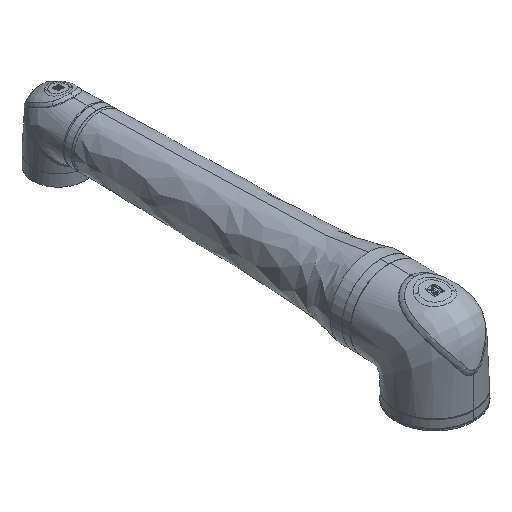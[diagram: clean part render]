
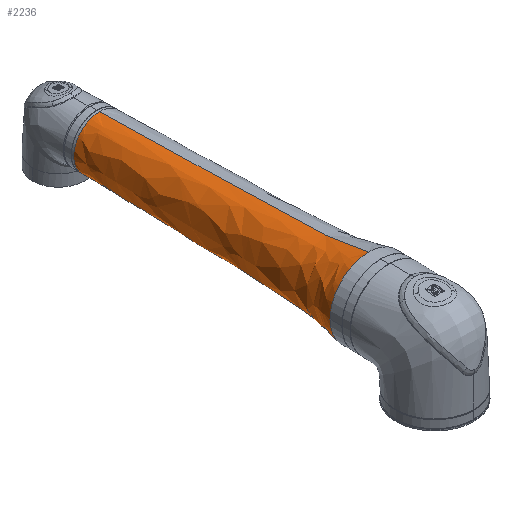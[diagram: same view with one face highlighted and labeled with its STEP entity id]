
A CAD part, isometric view. The second image highlights one B-rep face of the part: STEP entity #2236.
In plain terms, the highlighted free-form (B-spline) face has degree [6, 3] with [7, 4] control points.
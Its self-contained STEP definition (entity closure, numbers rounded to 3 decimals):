
#208 = CARTESIAN_POINT ( 'NONE',  ( 0., 649.1, 50. ) ) ;
#427 = DIRECTION ( 'NONE',  ( 0., 1., 0. ) ) ;
#511 = CARTESIAN_POINT ( 'NONE',  ( 0., 649.1, 50. ) ) ;
#718 = CARTESIAN_POINT ( 'NONE',  ( 0., 194., -59.7 ) ) ;
#1056 = CARTESIAN_POINT ( 'NONE',  ( 0., 128., 0. ) ) ;
#1206 = EDGE_CURVE ( 'NONE', #5012, #8039, #15514, .T. ) ;
#1247 = ORIENTED_EDGE ( 'NONE', *, *, #2980, .T. ) ;
#1554 = DIRECTION ( 'NONE',  ( 0., 1., 0. ) ) ;
#2069 = VERTEX_POINT ( 'NONE', #18355 ) ;
#2236 = ADVANCED_FACE ( 'NONE', ( #21826 ), #3462, .F. ) ;
#2292 = CARTESIAN_POINT ( 'NONE',  ( -100., 649.1, 50. ) ) ;
#2407 = CARTESIAN_POINT ( 'NONE',  ( -118.8, 378., -59.4 ) ) ;
#2553 = CARTESIAN_POINT ( 'NONE',  ( 0., 208., 55.4 ) ) ;
#2721 = VERTEX_POINT ( 'NONE', #8800 ) ;
#2738 = DIRECTION ( 'NONE',  ( 0., 1., 0. ) ) ;
#2756 = EDGE_CURVE ( 'NONE', #9366, #2721, #18763, .T. ) ;
#2980 = EDGE_CURVE ( 'NONE', #9366, #15809, #7459, .T. ) ;
#3462 =( BOUNDED_SURFACE ( )  B_SPLINE_SURFACE ( 6, 3, ( 
 ( #11086, #5322, #20132, #18438 ),
 ( #7481, #13012, #18787, #19143 ),
 ( #718, #5900, #5780, #6140 ),
 ( #20953, #9743, #8062, #17218 ),
 ( #13240, #2407, #20476, #3980 ),
 ( #11792, #15406, #15169, #19025 ),
 ( #13358, #7709, #2292, #16982 ) ),
 .UNSPECIFIED., .F., .F., .F. ) 
 B_SPLINE_SURFACE_WITH_KNOTS ( ( 7, 7 ),
 ( 4, 4 ),
 ( 0., 1. ),
 ( 0., 1. ),
 .UNSPECIFIED. ) 
 GEOMETRIC_REPRESENTATION_ITEM ( )  RATIONAL_B_SPLINE_SURFACE ( (
 ( 1., 0.333, 0.333, 1.),
 ( 1., 0.333, 0.333, 1.),
 ( 1., 0.333, 0.333, 1.),
 ( 1., 0.333, 0.333, 1.),
 ( 1., 0.333, 0.333, 1.),
 ( 1., 0.333, 0.333, 1.),
 ( 1., 0.333, 0.333, 1.) ) ) 
 REPRESENTATION_ITEM ( '' )  SURFACE ( )  );
#3980 = CARTESIAN_POINT ( 'NONE',  ( 0., 378., 59.4 ) ) ;
#4038 = CARTESIAN_POINT ( 'NONE',  ( 0., 649.1, 0. ) ) ;
#4197 = EDGE_CURVE ( 'NONE', #2069, #8039, #15756, .T. ) ;
#5012 = VERTEX_POINT ( 'NONE', #17999 ) ;
#5306 = CARTESIAN_POINT ( 'NONE',  ( 0., 179., -65.3 ) ) ;
#5322 = CARTESIAN_POINT ( 'NONE',  ( -150., 128., -75. ) ) ;
#5780 = CARTESIAN_POINT ( 'NONE',  ( -119.4, 194., 59.7 ) ) ;
#5900 = CARTESIAN_POINT ( 'NONE',  ( -119.4, 194., -59.7 ) ) ;
#6140 = CARTESIAN_POINT ( 'NONE',  ( 0., 194., 59.7 ) ) ;
#6282 = CARTESIAN_POINT ( 'NONE',  ( 0., 128., 75. ) ) ;
#7180 = CARTESIAN_POINT ( 'NONE',  ( 0., 128., 0. ) ) ;
#7248 = EDGE_CURVE ( 'NONE', #15809, #2069, #19003, .T. ) ;
#7295 = DIRECTION ( 'NONE',  ( -1., 0., 0. ) ) ;
#7357 = CARTESIAN_POINT ( 'NONE',  ( -75., 128., 0. ) ) ;
#7459 = CIRCLE ( 'NONE', #16678, 75. ) ;
#7481 = CARTESIAN_POINT ( 'NONE',  ( 0., 179., -65.3 ) ) ;
#7709 = CARTESIAN_POINT ( 'NONE',  ( -100., 649.1, -50. ) ) ;
#8039 = VERTEX_POINT ( 'NONE', #208 ) ;
#8062 = CARTESIAN_POINT ( 'NONE',  ( -110.8, 208., 55.4 ) ) ;
#8515 = DIRECTION ( 'NONE',  ( -1., 0., 0. ) ) ;
#8683 = CARTESIAN_POINT ( 'NONE',  ( 0., 649.1, -50. ) ) ;
#8800 = CARTESIAN_POINT ( 'NONE',  ( 0., 649.1, -50. ) ) ;
#9037 = AXIS2_PLACEMENT_3D ( 'NONE', #12390, #1554, #23713 ) ;
#9366 = VERTEX_POINT ( 'NONE', #16385 ) ;
#9415 = CARTESIAN_POINT ( 'NONE',  ( 0., 179., 65.3 ) ) ;
#9743 = CARTESIAN_POINT ( 'NONE',  ( -110.8, 208., -55.4 ) ) ;
#9889 = CARTESIAN_POINT ( 'NONE',  ( 0., 378., 59.4 ) ) ;
#10789 = DIRECTION ( 'NONE',  ( 0., 1., 0. ) ) ;
#11086 = CARTESIAN_POINT ( 'NONE',  ( 0., 128., -75. ) ) ;
#11375 = DIRECTION ( 'NONE',  ( -1., 0., 0. ) ) ;
#11792 = CARTESIAN_POINT ( 'NONE',  ( 0., 643.8, -50. ) ) ;
#12390 = CARTESIAN_POINT ( 'NONE',  ( 0., 649.1, 0. ) ) ;
#12765 = CARTESIAN_POINT ( 'NONE',  ( 0., 378., -59.4 ) ) ;
#13012 = CARTESIAN_POINT ( 'NONE',  ( -130.6, 179., -65.3 ) ) ;
#13240 = CARTESIAN_POINT ( 'NONE',  ( 0., 378., -59.4 ) ) ;
#13358 = CARTESIAN_POINT ( 'NONE',  ( 0., 649.1, -50. ) ) ;
#14248 = ORIENTED_EDGE ( 'NONE', *, *, #1206, .F. ) ;
#14572 = CARTESIAN_POINT ( 'NONE',  ( 0., 128., -75. ) ) ;
#14910 = ORIENTED_EDGE ( 'NONE', *, *, #2756, .F. ) ;
#15169 = CARTESIAN_POINT ( 'NONE',  ( -100., 643.8, 50. ) ) ;
#15406 = CARTESIAN_POINT ( 'NONE',  ( -100., 643.8, -50. ) ) ;
#15514 = CIRCLE ( 'NONE', #20152, 50. ) ;
#15756 = B_SPLINE_CURVE_WITH_KNOTS ( 'NONE', 6,
 ( #6282, #9415, #19049, #2553, #9889, #16773, #511 ),
 .UNSPECIFIED., .F., .F.,
 ( 7, 7 ),
 ( 0., 1. ),
 .UNSPECIFIED. ) ;
#15809 = VERTEX_POINT ( 'NONE', #7357 ) ;
#16385 = CARTESIAN_POINT ( 'NONE',  ( 0., 128., -75. ) ) ;
#16678 = AXIS2_PLACEMENT_3D ( 'NONE', #7180, #10789, #7295 ) ;
#16773 = CARTESIAN_POINT ( 'NONE',  ( 0., 643.8, 50. ) ) ;
#16982 = CARTESIAN_POINT ( 'NONE',  ( 0., 649.1, 50. ) ) ;
#17218 = CARTESIAN_POINT ( 'NONE',  ( 0., 208., 55.4 ) ) ;
#17956 = CARTESIAN_POINT ( 'NONE',  ( 0., 194., -59.7 ) ) ;
#17999 = CARTESIAN_POINT ( 'NONE',  ( -50., 649.1, 0. ) ) ;
#18314 = EDGE_CURVE ( 'NONE', #2721, #5012, #23668, .T. ) ;
#18355 = CARTESIAN_POINT ( 'NONE',  ( 0., 128., 75. ) ) ;
#18438 = CARTESIAN_POINT ( 'NONE',  ( 0., 128., 75. ) ) ;
#18756 = ORIENTED_EDGE ( 'NONE', *, *, #7248, .T. ) ;
#18763 = B_SPLINE_CURVE_WITH_KNOTS ( 'NONE', 6,
 ( #14572, #5306, #17956, #21692, #12765, #21457, #8683 ),
 .UNSPECIFIED., .F., .F.,
 ( 7, 7 ),
 ( 0., 1. ),
 .UNSPECIFIED. ) ;
#18766 = ORIENTED_EDGE ( 'NONE', *, *, #18314, .F. ) ;
#18787 = CARTESIAN_POINT ( 'NONE',  ( -130.6, 179., 65.3 ) ) ;
#19003 = CIRCLE ( 'NONE', #21316, 75. ) ;
#19025 = CARTESIAN_POINT ( 'NONE',  ( 0., 643.8, 50. ) ) ;
#19049 = CARTESIAN_POINT ( 'NONE',  ( 0., 194., 59.7 ) ) ;
#19143 = CARTESIAN_POINT ( 'NONE',  ( 0., 179., 65.3 ) ) ;
#19693 = ORIENTED_EDGE ( 'NONE', *, *, #4197, .T. ) ;
#19851 = EDGE_LOOP ( 'NONE', ( #14910, #1247, #18756, #19693, #14248, #18766 ) ) ;
#20132 = CARTESIAN_POINT ( 'NONE',  ( -150., 128., 75. ) ) ;
#20152 = AXIS2_PLACEMENT_3D ( 'NONE', #4038, #427, #11375 ) ;
#20476 = CARTESIAN_POINT ( 'NONE',  ( -118.8, 378., 59.4 ) ) ;
#20953 = CARTESIAN_POINT ( 'NONE',  ( 0., 208., -55.4 ) ) ;
#21316 = AXIS2_PLACEMENT_3D ( 'NONE', #1056, #2738, #8515 ) ;
#21457 = CARTESIAN_POINT ( 'NONE',  ( 0., 643.8, -50. ) ) ;
#21692 = CARTESIAN_POINT ( 'NONE',  ( 0., 208., -55.4 ) ) ;
#21826 = FACE_OUTER_BOUND ( 'NONE', #19851, .T. ) ;
#23668 = CIRCLE ( 'NONE', #9037, 50. ) ;
#23713 = DIRECTION ( 'NONE',  ( -1., 0., 0. ) ) ;
